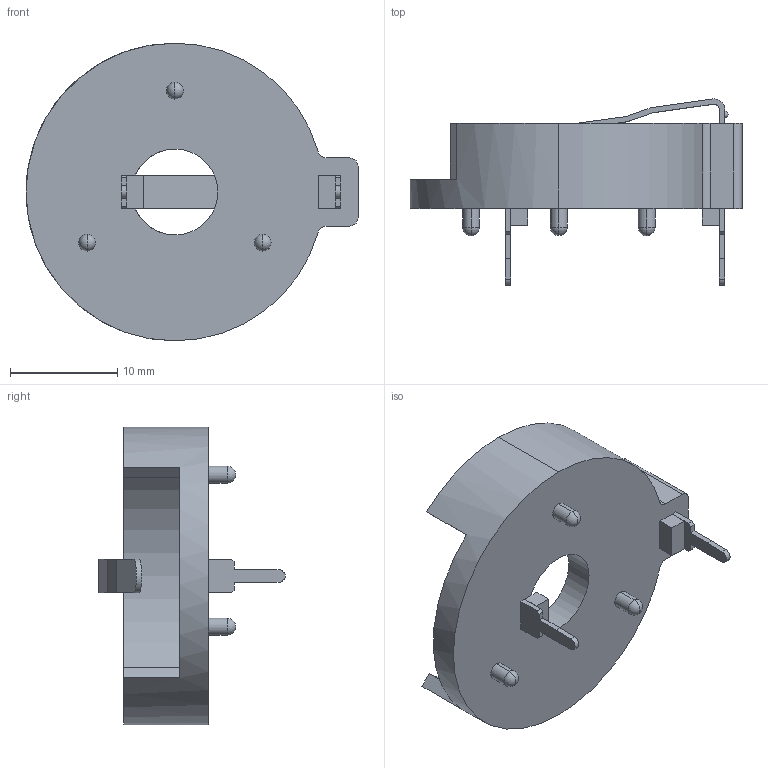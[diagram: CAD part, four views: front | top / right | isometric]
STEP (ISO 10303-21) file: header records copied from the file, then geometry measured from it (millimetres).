
FILE_DESCRIPTION (( 'STEP AP214' ), '1' );
FILE_NAME ('1025-7.STEP', '2022-03-18T08:50:57', ( '' ), ( '' ), 'SwSTEP 2.0', 'SolidWorks 2018', '' );
FILE_SCHEMA (( 'AUTOMOTIVE_DESIGN' ));
Length unit declared in the file: millimetre
Products named in the file (1): 1025-7
Bounding box: 30.96 x 17.37 x 27.76 mm (x, y, z)
Volume: 1886.9 mm3; surface area: 2726.6 mm2
Topology: 3 solids, 3 shells, 95 faces, 244 edges, 158 vertices
Faces by surface type: plane 61, cylinder 25, torus 6, cone 2, sphere 1
Entity records: 3963 total; most frequent: DIRECTION 504, CARTESIAN_POINT 493, ORIENTED_EDGE 482, EDGE_CURVE 241, VECTOR 170, LINE 170, AXIS2_PLACEMENT_3D 167, VERTEX_POINT 156
